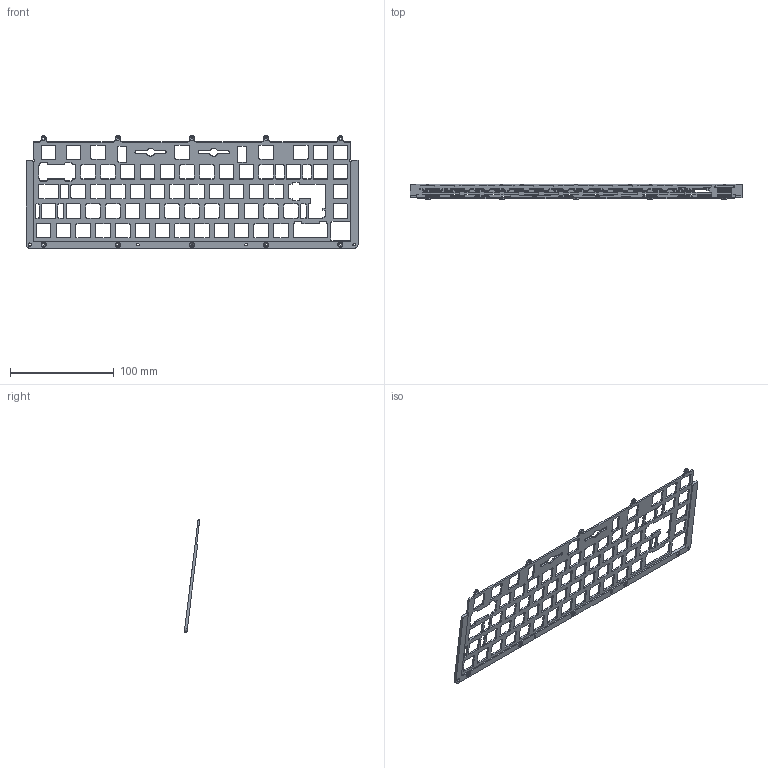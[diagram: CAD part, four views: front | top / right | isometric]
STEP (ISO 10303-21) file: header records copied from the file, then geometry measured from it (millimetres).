
FILE_DESCRIPTION(/* description */ (''),/* implementation_level */ '2;1');
FILE_NAME(/* name */ 'Kyuu-Plate.step',/* time_stamp */ '2020-12-24T17:21:21+07:00',/* author */ (''),/* organization */ (''),/* preprocessor_version */ 'ST-DEVELOPER v18.1',/* originating_system */ 'Autodesk Translation Framework v9.7.1.1290',/* authorisation */ '');
FILE_SCHEMA (('AUTOMOTIVE_DESIGN { 1 0 10303 214 3 1 1 }'));
Length unit declared in the file: millimetre
Products named in the file (1): (Unsaved)
Bounding box: 319.75 x 14.8 x 108.69 mm (x, y, z)
Volume: 29487.2 mm3; surface area: 43956.9 mm2
Topology: 1 solids, 1 shells, 778 faces, 2316 edges, 1544 vertices
Faces by surface type: plane 390, cylinder 378, cone 10
Full cylindrical faces by diameter (mm): 2 x10, 2.5 x3, 3.25 x1, 5 x5
Entity records: 26721 total; most frequent: DIRECTION 4652, CARTESIAN_POINT 4639, ORIENTED_EDGE 4632, EDGE_CURVE 2316, AXIS2_PLACEMENT_3D 1557, VERTEX_POINT 1544, LINE 1538, VECTOR 1538
